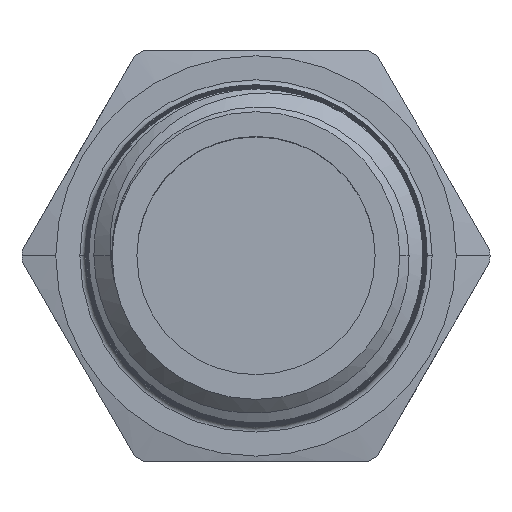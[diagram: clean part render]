
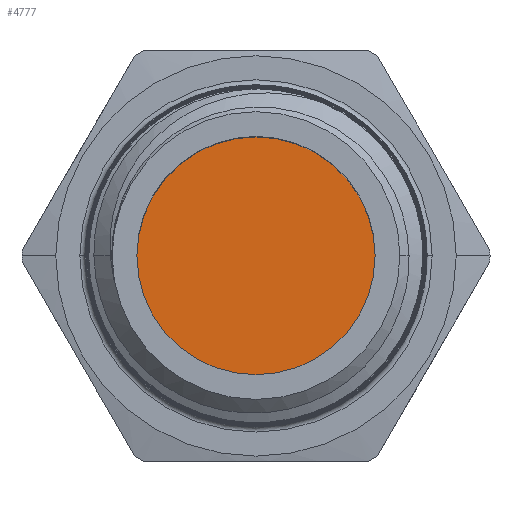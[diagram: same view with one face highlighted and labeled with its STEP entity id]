
A CAD part, top view. The second image highlights one B-rep face of the part: STEP entity #4777.
In plain terms, the highlighted planar face has unit normal (0, 0, 1).
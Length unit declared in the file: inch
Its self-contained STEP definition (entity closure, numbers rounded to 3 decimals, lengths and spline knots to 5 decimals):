
#30 = ORIENTED_EDGE ( 'NONE', *, *, #2805, .F. ) ;
#31 = ORIENTED_EDGE ( 'NONE', *, *, #2808, .F. ) ;
#94 = VERTEX_POINT ( 'NONE', #5116 ) ;
#95 = VERTEX_POINT ( 'NONE', #5063 ) ;
#831 = FACE_OUTER_BOUND ( 'NONE', #1967, .T. ) ;
#961 = PLANE ( 'NONE',  #4318 ) ;
#970 = CARTESIAN_POINT ( 'NONE',  ( 0., 0., 0.03 ) ) ;
#971 = DIRECTION ( 'NONE',  ( 0., 0., -1. ) ) ;
#972 = DIRECTION ( 'NONE',  ( -1., 0., 0. ) ) ;
#1967 = EDGE_LOOP ( 'NONE', ( #30, #31 ) ) ;
#2805 = EDGE_CURVE ( 'NONE', #94, #95, #4722, .T. ) ;
#2808 = EDGE_CURVE ( 'NONE', #95, #94, #4727, .T. ) ;
#2895 = AXIS2_PLACEMENT_3D ( 'NONE', #3794, #3796, #3797 ) ;
#2897 = AXIS2_PLACEMENT_3D ( 'NONE', #3813, #3815, #3817 ) ;
#3794 = CARTESIAN_POINT ( 'NONE',  ( 0., 0., 0.03 ) ) ;
#3796 = DIRECTION ( 'NONE',  ( 0., 0., -1. ) ) ;
#3797 = DIRECTION ( 'NONE',  ( -1., 0., 0. ) ) ;
#3813 = CARTESIAN_POINT ( 'NONE',  ( 0., 0., 0.03 ) ) ;
#3815 = DIRECTION ( 'NONE',  ( 0., 0., -1. ) ) ;
#3817 = DIRECTION ( 'NONE',  ( -1., 0., 0. ) ) ;
#4318 = AXIS2_PLACEMENT_3D ( 'NONE', #970, #971, #972 ) ;
#4722 = CIRCLE ( 'NONE', #2895, 0.235 ) ;
#4727 = CIRCLE ( 'NONE', #2897, 0.235 ) ;
#4777 = ADVANCED_FACE ( 'NONE', ( #831 ), #961, .F. ) ;
#5063 = CARTESIAN_POINT ( 'NONE',  ( 0.235, 0., 0.03 ) ) ;
#5116 = CARTESIAN_POINT ( 'NONE',  ( -0.235, 0., 0.03 ) ) ;
